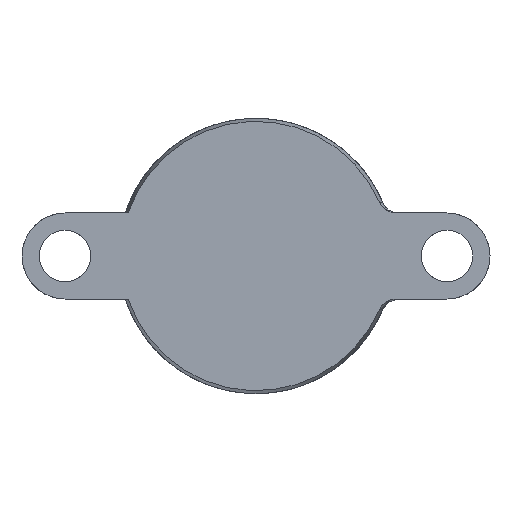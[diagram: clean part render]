
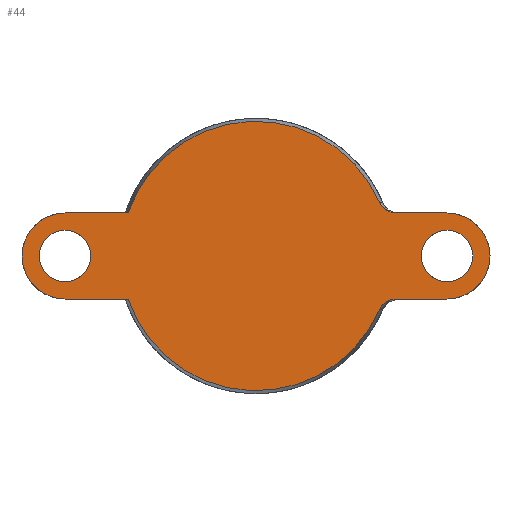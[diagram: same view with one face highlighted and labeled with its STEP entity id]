
A CAD part, front view. The second image highlights one B-rep face of the part: STEP entity #44.
In plain terms, the highlighted planar face has unit normal (0, -1, 0).
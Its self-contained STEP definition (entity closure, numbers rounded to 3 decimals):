
#1 = DIRECTION ( 'NONE',  ( 1., 0., 0. ) ) ;
#4 = EDGE_CURVE ( 'NONE', #850, #850, #1227, .T. ) ;
#10 = CARTESIAN_POINT ( 'NONE',  ( 38.891, 0., -12.781 ) ) ;
#26 = CARTESIAN_POINT ( 'NONE',  ( 37.591, 0., -13.458 ) ) ;
#34 = CIRCLE ( 'NONE', #350, 12.5 ) ;
#38 = CARTESIAN_POINT ( 'NONE',  ( -37.093, 0., 12.5 ) ) ;
#44 = ADVANCED_FACE ( 'NONE', ( #1055, #147, #560 ), #643, .F. ) ;
#58 = CIRCLE ( 'NONE', #801, 7.5 ) ;
#73 = CIRCLE ( 'NONE', #1065, 12.5 ) ;
#88 = CARTESIAN_POINT ( 'NONE',  ( 36.861, 0., 14.101 ) ) ;
#94 = CARTESIAN_POINT ( 'NONE',  ( 40.579, 0., 12.5 ) ) ;
#100 = CARTESIAN_POINT ( 'NONE',  ( 37.397, 0., -13.606 ) ) ;
#101 = EDGE_CURVE ( 'NONE', #1004, #742, #73, .T. ) ;
#110 = ORIENTED_EDGE ( 'NONE', *, *, #744, .T. ) ;
#136 = DIRECTION ( 'NONE',  ( 0., 0., 1. ) ) ;
#147 = FACE_BOUND ( 'NONE', #208, .T. ) ;
#157 = VERTEX_POINT ( 'NONE', #232 ) ;
#163 = AXIS2_PLACEMENT_3D ( 'NONE', #198, #1170, #269 ) ;
#198 = CARTESIAN_POINT ( 'NONE',  ( 0., 0., 0. ) ) ;
#208 = EDGE_LOOP ( 'NONE', ( #755 ) ) ;
#214 = DIRECTION ( 'NONE',  ( 0., 1., 0. ) ) ;
#215 = CARTESIAN_POINT ( 'NONE',  ( 35.928, 0., -15.535 ) ) ;
#225 = CIRCLE ( 'NONE', #284, 39.143 ) ;
#231 = DIRECTION ( 'NONE',  ( 0., 0., 1. ) ) ;
#232 = CARTESIAN_POINT ( 'NONE',  ( -55.5, 0., 7.5 ) ) ;
#263 = VECTOR ( 'NONE', #988, 1000. ) ;
#268 = ORIENTED_EDGE ( 'NONE', *, *, #375, .F. ) ;
#269 = DIRECTION ( 'NONE',  ( 0., 0., -1. ) ) ;
#274 = LINE ( 'NONE', #584, #263 ) ;
#279 = VERTEX_POINT ( 'NONE', #590 ) ;
#282 = CARTESIAN_POINT ( 'NONE',  ( 36.388, 0., 14.659 ) ) ;
#284 = AXIS2_PLACEMENT_3D ( 'NONE', #723, #1012, #624 ) ;
#303 = CARTESIAN_POINT ( 'NONE',  ( 37.4, 0., 13.603 ) ) ;
#311 = CARTESIAN_POINT ( 'NONE',  ( 38.221, 0., 13.07 ) ) ;
#312 = LINE ( 'NONE', #1100, #1208 ) ;
#344 = B_SPLINE_CURVE_WITH_KNOTS ( 'NONE', 3,
 ( #94, #1094, #391, #804, #707, #311, #795, #593, #303, #1295, #88, #282, #918, #996 ),
 .UNSPECIFIED., .F., .F.,
 ( 4, 2, 2, 2, 2, 2, 4 ),
 ( 0., 0.001, 0.002, 0.003, 0.004, 0.004, 0.006 ),
 .UNSPECIFIED. ) ;
#350 = AXIS2_PLACEMENT_3D ( 'NONE', #774, #991, #972 ) ;
#375 = EDGE_CURVE ( 'NONE', #456, #1004, #312, .T. ) ;
#381 = CARTESIAN_POINT ( 'NONE',  ( -15., 0., -12.5 ) ) ;
#391 = CARTESIAN_POINT ( 'NONE',  ( 39.603, 0., 12.57 ) ) ;
#404 = VERTEX_POINT ( 'NONE', #1020 ) ;
#417 = CIRCLE ( 'NONE', #163, 39.143 ) ;
#419 = CARTESIAN_POINT ( 'NONE',  ( 36.857, 0., -14.106 ) ) ;
#425 = CARTESIAN_POINT ( 'NONE',  ( 35.928, 0., 15.535 ) ) ;
#427 = CARTESIAN_POINT ( 'NONE',  ( 40.579, 0., -12.5 ) ) ;
#429 = CARTESIAN_POINT ( 'NONE',  ( 35.928, 0., -15.535 ) ) ;
#430 = VERTEX_POINT ( 'NONE', #427 ) ;
#456 = VERTEX_POINT ( 'NONE', #1047 ) ;
#464 = ORIENTED_EDGE ( 'NONE', *, *, #557, .T. ) ;
#487 = VERTEX_POINT ( 'NONE', #38 ) ;
#488 = LINE ( 'NONE', #685, #1230 ) ;
#557 = EDGE_CURVE ( 'NONE', #404, #279, #681, .T. ) ;
#560 = FACE_BOUND ( 'NONE', #639, .T. ) ;
#564 = VERTEX_POINT ( 'NONE', #876 ) ;
#584 = CARTESIAN_POINT ( 'NONE',  ( 15., 0., -12.5 ) ) ;
#589 = EDGE_CURVE ( 'NONE', #564, #404, #34, .T. ) ;
#590 = CARTESIAN_POINT ( 'NONE',  ( -37.093, 0., -12.5 ) ) ;
#593 = CARTESIAN_POINT ( 'NONE',  ( 37.598, 0., 13.453 ) ) ;
#624 = DIRECTION ( 'NONE',  ( 0., 0., -1. ) ) ;
#627 = DIRECTION ( 'NONE',  ( 0., 0., 1. ) ) ;
#636 = ORIENTED_EDGE ( 'NONE', *, *, #101, .F. ) ;
#639 = EDGE_LOOP ( 'NONE', ( #897 ) ) ;
#643 = PLANE ( 'NONE',  #904 ) ;
#654 = B_SPLINE_CURVE_WITH_KNOTS ( 'NONE', 3,
 ( #429, #817, #937, #419, #813, #100, #26, #834, #1201, #1226, #10, #1126, #740, #1023 ),
 .UNSPECIFIED., .F., .F.,
 ( 4, 2, 2, 2, 2, 2, 4 ),
 ( 0., 0.001, 0.002, 0.003, 0.004, 0.004, 0.006 ),
 .UNSPECIFIED. ) ;
#661 = EDGE_LOOP ( 'NONE', ( #268, #725, #666, #680, #943, #464, #110, #741, #831, #636 ) ) ;
#666 = ORIENTED_EDGE ( 'NONE', *, *, #1011, .T. ) ;
#680 = ORIENTED_EDGE ( 'NONE', *, *, #1030, .T. ) ;
#681 = LINE ( 'NONE', #381, #1145 ) ;
#685 = CARTESIAN_POINT ( 'NONE',  ( -15., 0., 12.5 ) ) ;
#707 = CARTESIAN_POINT ( 'NONE',  ( 38.665, 0., 12.866 ) ) ;
#709 = EDGE_CURVE ( 'NONE', #456, #1114, #344, .T. ) ;
#723 = CARTESIAN_POINT ( 'NONE',  ( 0., 0., 0. ) ) ;
#725 = ORIENTED_EDGE ( 'NONE', *, *, #709, .T. ) ;
#740 = CARTESIAN_POINT ( 'NONE',  ( 40.085, 0., -12.5 ) ) ;
#741 = ORIENTED_EDGE ( 'NONE', *, *, #1153, .T. ) ;
#742 = VERTEX_POINT ( 'NONE', #810 ) ;
#744 = EDGE_CURVE ( 'NONE', #279, #1237, #225, .T. ) ;
#755 = ORIENTED_EDGE ( 'NONE', *, *, #4, .T. ) ;
#774 = CARTESIAN_POINT ( 'NONE',  ( -55.5, 0., 0. ) ) ;
#795 = CARTESIAN_POINT ( 'NONE',  ( 38.008, 0., 13.187 ) ) ;
#801 = AXIS2_PLACEMENT_3D ( 'NONE', #1051, #874, #136 ) ;
#804 = CARTESIAN_POINT ( 'NONE',  ( 38.897, 0., 12.778 ) ) ;
#808 = DIRECTION ( 'NONE',  ( -1., 0., 0. ) ) ;
#810 = CARTESIAN_POINT ( 'NONE',  ( 55.5, 0., -12.5 ) ) ;
#813 = CARTESIAN_POINT ( 'NONE',  ( 37.031, 0., -13.929 ) ) ;
#817 = CARTESIAN_POINT ( 'NONE',  ( 36.124, 0., -15.081 ) ) ;
#831 = ORIENTED_EDGE ( 'NONE', *, *, #1076, .F. ) ;
#833 = CARTESIAN_POINT ( 'NONE',  ( -39.143, 0., 0. ) ) ;
#834 = CARTESIAN_POINT ( 'NONE',  ( 38., 0., -13.192 ) ) ;
#850 = VERTEX_POINT ( 'NONE', #1248 ) ;
#874 = DIRECTION ( 'NONE',  ( 0., -1., 0. ) ) ;
#876 = CARTESIAN_POINT ( 'NONE',  ( -55.5, 0., 12.5 ) ) ;
#881 = EDGE_CURVE ( 'NONE', #157, #157, #58, .T. ) ;
#897 = ORIENTED_EDGE ( 'NONE', *, *, #881, .F. ) ;
#904 = AXIS2_PLACEMENT_3D ( 'NONE', #833, #959, #231 ) ;
#918 = CARTESIAN_POINT ( 'NONE',  ( 36.124, 0., 15.081 ) ) ;
#937 = CARTESIAN_POINT ( 'NONE',  ( 36.381, 0., -14.668 ) ) ;
#943 = ORIENTED_EDGE ( 'NONE', *, *, #589, .T. ) ;
#948 = DIRECTION ( 'NONE',  ( 0., 0., -1. ) ) ;
#959 = DIRECTION ( 'NONE',  ( 0., 1., 0. ) ) ;
#964 = AXIS2_PLACEMENT_3D ( 'NONE', #1119, #214, #627 ) ;
#972 = DIRECTION ( 'NONE',  ( 0., 0., -1. ) ) ;
#988 = DIRECTION ( 'NONE',  ( -1., 0., 0. ) ) ;
#991 = DIRECTION ( 'NONE',  ( 0., -1., 0. ) ) ;
#996 = CARTESIAN_POINT ( 'NONE',  ( 35.928, 0., 15.535 ) ) ;
#1004 = VERTEX_POINT ( 'NONE', #1103 ) ;
#1011 = EDGE_CURVE ( 'NONE', #1114, #487, #417, .T. ) ;
#1012 = DIRECTION ( 'NONE',  ( 0., -1., 0. ) ) ;
#1020 = CARTESIAN_POINT ( 'NONE',  ( -55.5, 0., -12.5 ) ) ;
#1023 = CARTESIAN_POINT ( 'NONE',  ( 40.579, 0., -12.5 ) ) ;
#1030 = EDGE_CURVE ( 'NONE', #487, #564, #488, .T. ) ;
#1036 = DIRECTION ( 'NONE',  ( 0., 1., 0. ) ) ;
#1047 = CARTESIAN_POINT ( 'NONE',  ( 40.579, 0., 12.5 ) ) ;
#1051 = CARTESIAN_POINT ( 'NONE',  ( -55.5, 0., 0. ) ) ;
#1055 = FACE_OUTER_BOUND ( 'NONE', #661, .T. ) ;
#1065 = AXIS2_PLACEMENT_3D ( 'NONE', #1247, #1036, #948 ) ;
#1076 = EDGE_CURVE ( 'NONE', #742, #430, #274, .T. ) ;
#1094 = CARTESIAN_POINT ( 'NONE',  ( 40.085, 0., 12.5 ) ) ;
#1100 = CARTESIAN_POINT ( 'NONE',  ( 15., 0., 12.5 ) ) ;
#1103 = CARTESIAN_POINT ( 'NONE',  ( 55.5, 0., 12.5 ) ) ;
#1114 = VERTEX_POINT ( 'NONE', #425 ) ;
#1119 = CARTESIAN_POINT ( 'NONE',  ( 55.5, 0., 0. ) ) ;
#1126 = CARTESIAN_POINT ( 'NONE',  ( 39.592, 0., -12.572 ) ) ;
#1145 = VECTOR ( 'NONE', #1176, 1000. ) ;
#1153 = EDGE_CURVE ( 'NONE', #1237, #430, #654, .T. ) ;
#1170 = DIRECTION ( 'NONE',  ( 0., -1., 0. ) ) ;
#1176 = DIRECTION ( 'NONE',  ( 1., 0., 0. ) ) ;
#1201 = CARTESIAN_POINT ( 'NONE',  ( 38.218, 0., -13.072 ) ) ;
#1208 = VECTOR ( 'NONE', #1, 1000. ) ;
#1226 = CARTESIAN_POINT ( 'NONE',  ( 38.663, 0., -12.866 ) ) ;
#1227 = CIRCLE ( 'NONE', #964, 7.5 ) ;
#1230 = VECTOR ( 'NONE', #808, 1000. ) ;
#1237 = VERTEX_POINT ( 'NONE', #215 ) ;
#1247 = CARTESIAN_POINT ( 'NONE',  ( 55.5, 0., 0. ) ) ;
#1248 = CARTESIAN_POINT ( 'NONE',  ( 55.5, 0., 7.5 ) ) ;
#1295 = CARTESIAN_POINT ( 'NONE',  ( 37.032, 0., 13.927 ) ) ;
